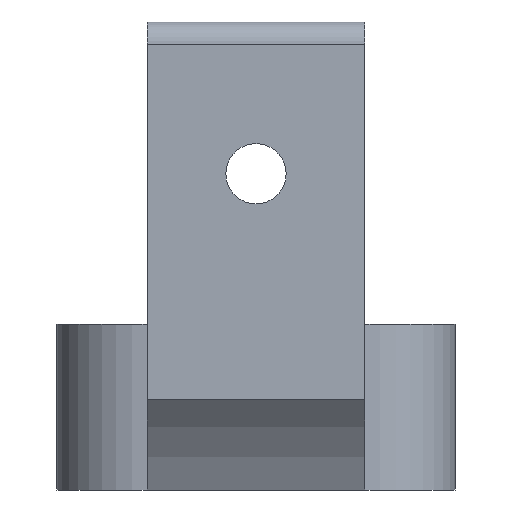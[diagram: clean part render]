
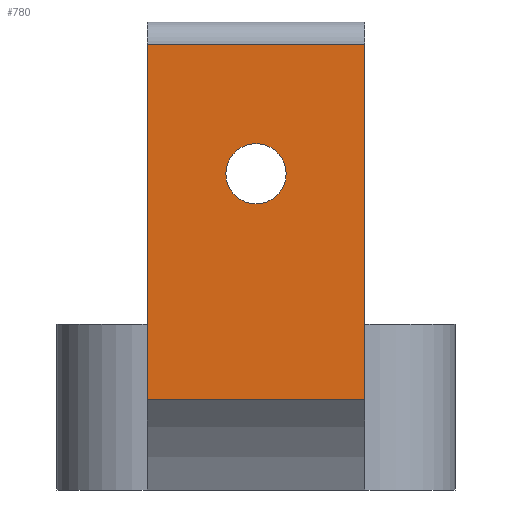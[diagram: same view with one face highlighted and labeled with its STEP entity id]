
A CAD part, front view. The second image highlights one B-rep face of the part: STEP entity #780.
In plain terms, the highlighted planar face has unit normal (0, -1, 0).
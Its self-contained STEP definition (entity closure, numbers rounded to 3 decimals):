
#17=FACE_BOUND('',#141,.T.);
#54=PLANE('',#876);
#96=FACE_OUTER_BOUND('',#140,.T.);
#140=EDGE_LOOP('',(#715,#716,#717,#718));
#141=EDGE_LOOP('',(#719));
#168=CIRCLE('',#835,2.);
#205=LINE('',#1189,#277);
#206=LINE('',#1195,#278);
#253=LINE('',#1337,#325);
#255=LINE('',#1340,#327);
#277=VECTOR('',#947,10.);
#278=VECTOR('',#952,10.);
#325=VECTOR('',#1107,10.);
#327=VECTOR('',#1111,10.);
#354=VERTEX_POINT('',#1183);
#356=VERTEX_POINT('',#1187);
#358=VERTEX_POINT('',#1192);
#359=VERTEX_POINT('',#1194);
#370=VERTEX_POINT('',#1225);
#435=EDGE_CURVE('',#356,#354,#205,.T.);
#437=EDGE_CURVE('',#358,#359,#206,.T.);
#452=EDGE_CURVE('',#370,#370,#168,.T.);
#509=EDGE_CURVE('',#359,#356,#253,.T.);
#511=EDGE_CURVE('',#358,#354,#255,.T.);
#715=ORIENTED_EDGE('',*,*,#511,.T.);
#716=ORIENTED_EDGE('',*,*,#435,.F.);
#717=ORIENTED_EDGE('',*,*,#509,.F.);
#718=ORIENTED_EDGE('',*,*,#437,.F.);
#719=ORIENTED_EDGE('',*,*,#452,.T.);
#780=ADVANCED_FACE('',(#96,#17),#54,.T.);
#835=AXIS2_PLACEMENT_3D('',#1226,#985,#986);
#876=AXIS2_PLACEMENT_3D('',#1339,#1109,#1110);
#947=DIRECTION('',(-1.,0.,0.));
#952=DIRECTION('',(1.,0.,0.));
#985=DIRECTION('center_axis',(0.,1.,0.));
#986=DIRECTION('ref_axis',(-1.,0.,0.));
#1107=DIRECTION('',(0.,0.,-1.));
#1109=DIRECTION('center_axis',(0.,-1.,0.));
#1110=DIRECTION('ref_axis',(1.,0.,0.));
#1111=DIRECTION('',(0.,0.,-1.));
#1183=CARTESIAN_POINT('',(-7.225,-90.125,-47.731));
#1187=CARTESIAN_POINT('',(7.225,-90.125,-47.731));
#1189=CARTESIAN_POINT('',(-3.613,-90.125,-47.731));
#1192=CARTESIAN_POINT('',(-7.225,-90.125,-24.154));
#1194=CARTESIAN_POINT('',(7.225,-90.125,-24.154));
#1195=CARTESIAN_POINT('',(-3.613,-90.125,-24.154));
#1225=CARTESIAN_POINT('',(2.,-90.125,-32.732));
#1226=CARTESIAN_POINT('Origin',(0.,-90.125,-32.732));
#1337=CARTESIAN_POINT('',(7.225,-90.125,-40.654));
#1339=CARTESIAN_POINT('Origin',(-7.225,-90.125,-39.731));
#1340=CARTESIAN_POINT('',(-7.225,-90.125,-39.731));
